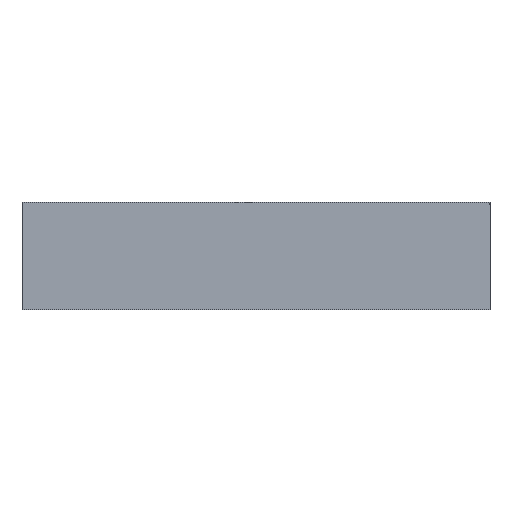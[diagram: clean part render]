
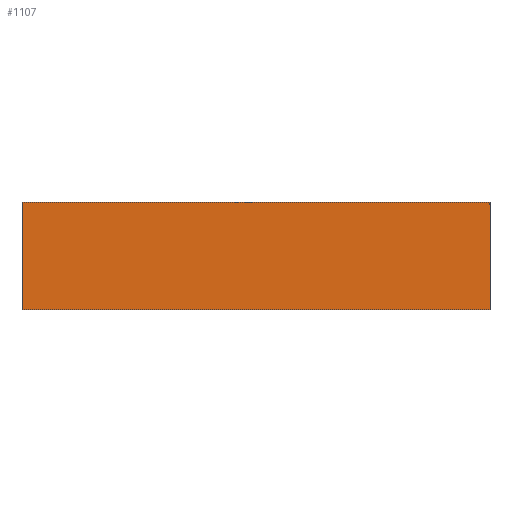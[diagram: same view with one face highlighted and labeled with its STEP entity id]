
A CAD part, left-side view. The second image highlights one B-rep face of the part: STEP entity #1107.
In plain terms, the highlighted planar face has unit normal (-1, 0, 0).
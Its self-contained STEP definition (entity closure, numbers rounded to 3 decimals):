
#73=FACE_OUTER_BOUND('',#128,.T.);
#128=EDGE_LOOP('',(#985,#986,#987,#988));
#187=LINE('',#1553,#333);
#250=LINE('',#1691,#396);
#282=LINE('',#1757,#428);
#285=LINE('',#1762,#431);
#333=VECTOR('',#1249,10.);
#396=VECTOR('',#1370,10.);
#428=VECTOR('',#1438,10.);
#431=VECTOR('',#1445,10.);
#473=VERTEX_POINT('',#1550);
#474=VERTEX_POINT('',#1552);
#519=VERTEX_POINT('',#1688);
#520=VERTEX_POINT('',#1690);
#585=EDGE_CURVE('',#473,#474,#187,.T.);
#654=EDGE_CURVE('',#519,#520,#250,.T.);
#688=EDGE_CURVE('',#473,#520,#282,.T.);
#691=EDGE_CURVE('',#519,#474,#285,.T.);
#985=ORIENTED_EDGE('',*,*,#691,.T.);
#986=ORIENTED_EDGE('',*,*,#585,.F.);
#987=ORIENTED_EDGE('',*,*,#688,.T.);
#988=ORIENTED_EDGE('',*,*,#654,.F.);
#1053=PLANE('',#1173);
#1107=ADVANCED_FACE('',(#73),#1053,.T.);
#1173=AXIS2_PLACEMENT_3D('',#1764,#1447,#1448);
#1249=DIRECTION('',(0.,-1.,0.));
#1370=DIRECTION('',(0.,1.,0.));
#1438=DIRECTION('',(0.,0.,-1.));
#1445=DIRECTION('',(0.,0.,1.));
#1447=DIRECTION('center_axis',(-1.,0.,0.));
#1448=DIRECTION('ref_axis',(0.,-1.,0.));
#1550=CARTESIAN_POINT('',(-10.264,10.,5.4));
#1552=CARTESIAN_POINT('',(-10.264,-10.,5.4));
#1553=CARTESIAN_POINT('',(-10.264,10.,5.4));
#1688=CARTESIAN_POINT('',(-10.264,-10.,0.8));
#1690=CARTESIAN_POINT('',(-10.264,10.,0.8));
#1691=CARTESIAN_POINT('',(-10.264,10.,0.8));
#1757=CARTESIAN_POINT('',(-10.264,10.,1.6));
#1762=CARTESIAN_POINT('',(-10.264,-10.,1.6));
#1764=CARTESIAN_POINT('Origin',(-10.264,10.,1.6));
